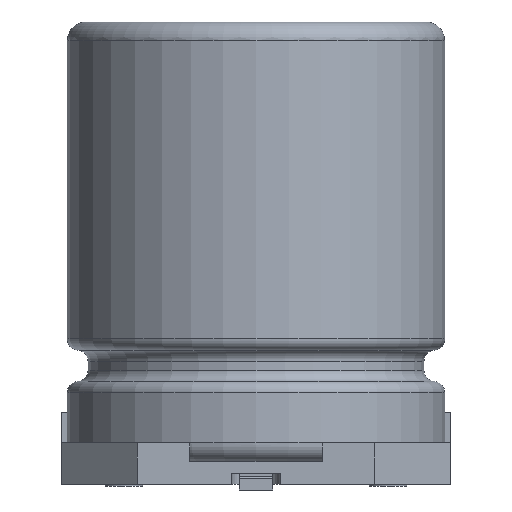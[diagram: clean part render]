
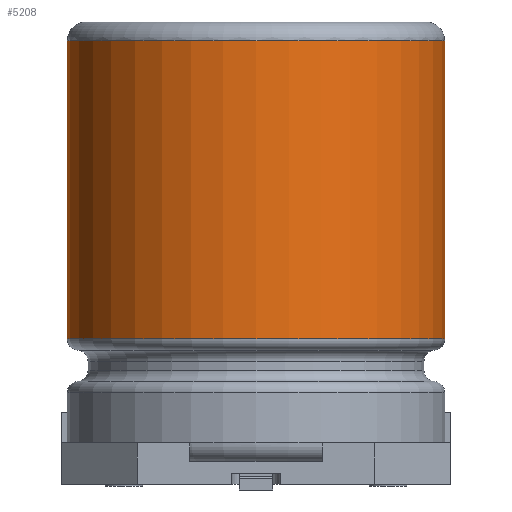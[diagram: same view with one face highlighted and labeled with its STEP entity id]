
A CAD part, front view. The second image highlights one B-rep face of the part: STEP entity #5208.
In plain terms, the highlighted cylindrical face has radius 5 mm (diameter 10 mm), a full revolution.
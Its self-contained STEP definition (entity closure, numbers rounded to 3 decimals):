
#51=CYLINDRICAL_SURFACE('',#5489,5.);
#139=CIRCLE('',#5487,5.);
#141=CIRCLE('',#5490,5.);
#1125=ORIENTED_EDGE('',*,*,#2211,.T.);
#1126=ORIENTED_EDGE('',*,*,#2213,.T.);
#2211=EDGE_CURVE('',#2748,#2748,#139,.T.);
#2213=EDGE_CURVE('',#2749,#2749,#141,.T.);
#2748=VERTEX_POINT('',#7809);
#2749=VERTEX_POINT('',#7813);
#3150=EDGE_LOOP('',(#1125));
#3151=EDGE_LOOP('',(#1126));
#3439=FACE_BOUND('',#3150,.T.);
#3440=FACE_BOUND('',#3151,.T.);
#5208=ADVANCED_FACE('',(#3439,#3440),#51,.T.);
#5487=AXIS2_PLACEMENT_3D('',#7808,#5977,#5978);
#5489=AXIS2_PLACEMENT_3D('',#7811,#5981,#5982);
#5490=AXIS2_PLACEMENT_3D('',#7812,#5983,#5984);
#5977=DIRECTION('',(0.,0.,-1.));
#5978=DIRECTION('',(-1.,0.,0.));
#5981=DIRECTION('',(0.,0.,1.));
#5982=DIRECTION('',(1.,0.,0.));
#5983=DIRECTION('',(0.,0.,1.));
#5984=DIRECTION('',(1.,0.,0.));
#7808=CARTESIAN_POINT('',(0.,0.,11.15));
#7809=CARTESIAN_POINT('',(-5.,0.,11.15));
#7811=CARTESIAN_POINT('',(0.,0.,11.65));
#7812=CARTESIAN_POINT('',(0.,0.,3.252));
#7813=CARTESIAN_POINT('',(5.,0.,3.252));
